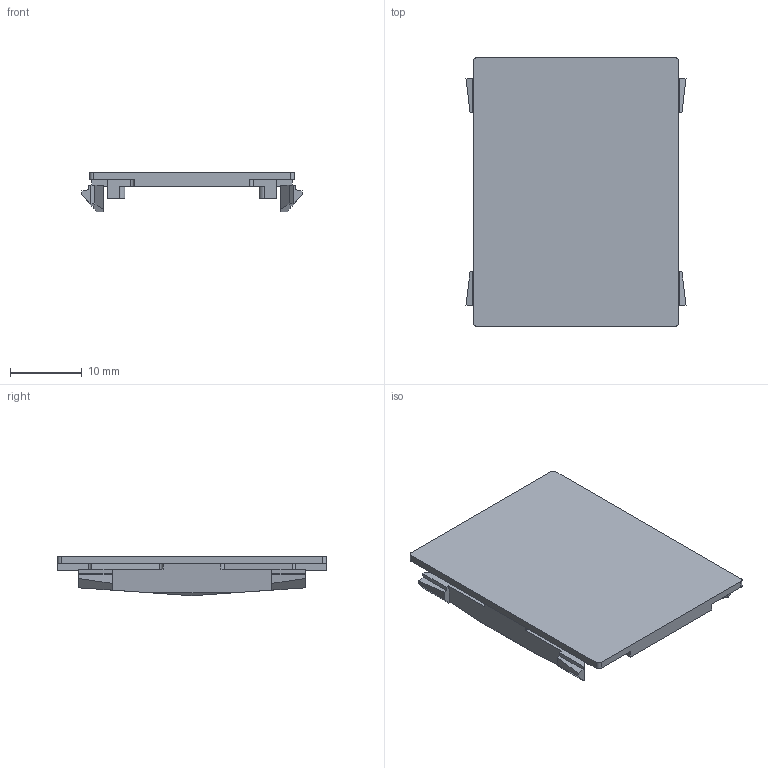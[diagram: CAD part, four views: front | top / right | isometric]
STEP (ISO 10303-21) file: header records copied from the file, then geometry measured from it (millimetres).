
FILE_DESCRIPTION (( 'STEP AP203' ), '1' );
FILE_NAME ('SE_01_2_3003.STEP', '2020-10-21T10:59:06', ( '' ), ( '' ), 'SwSTEP 2.0', 'SolidWorks 2017', '' );
FILE_SCHEMA (( 'CONFIG_CONTROL_DESIGN' ));
Length unit declared in the file: millimetre
Products named in the file (1): SE_01_2_3003
Bounding box: 30.7 x 37.5 x 5.5 mm (x, y, z)
Volume: 2168.6 mm3; surface area: 2972 mm2
Topology: 1 solids, 1 shells, 98 faces, 288 edges, 192 vertices
Faces by surface type: plane 78, cylinder 20
Entity records: 3309 total; most frequent: CARTESIAN_POINT 579, ORIENTED_EDGE 576, DIRECTION 526, EDGE_CURVE 288, VECTOR 248, LINE 248, VERTEX_POINT 192, AXIS2_PLACEMENT_3D 139
